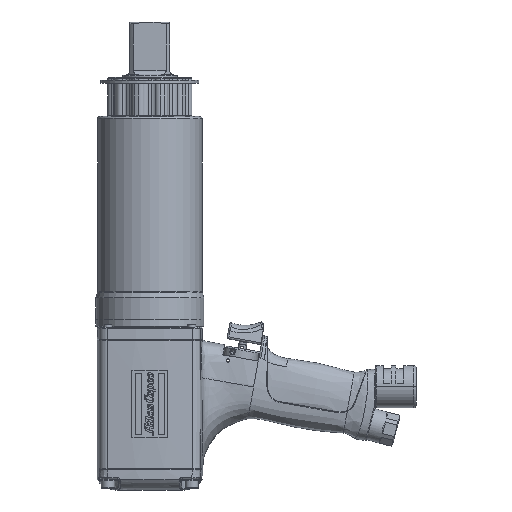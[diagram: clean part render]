
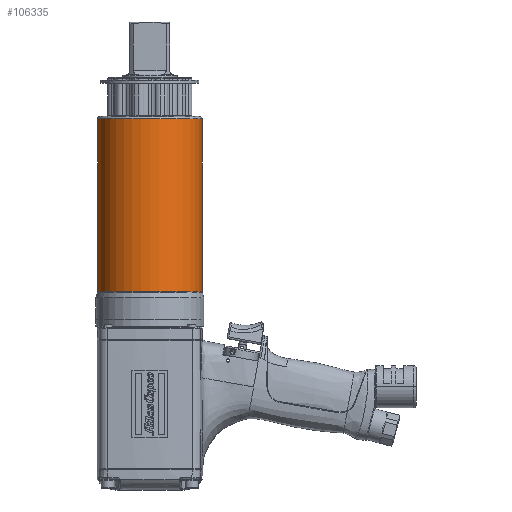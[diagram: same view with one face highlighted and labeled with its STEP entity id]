
A CAD part, left-side view. The second image highlights one B-rep face of the part: STEP entity #106335.
In plain terms, the highlighted cylindrical face has radius 33.5 mm (diameter 67 mm), a partial arc.
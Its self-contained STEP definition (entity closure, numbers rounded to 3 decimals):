
#88660=CARTESIAN_POINT('',(0.,0.,128.5));
#88661=DIRECTION('',(0.,0.,1.));
#88662=DIRECTION('',(0.,1.,0.));
#88663=AXIS2_PLACEMENT_3D('',#88660,#88661,#88662);
#88665=DIRECTION('',(0.,0.,-1.));
#88666=VECTOR('',#88665,110.61);
#88667=CARTESIAN_POINT('',(0.,-33.5,128.5));
#88668=LINE('',#88667,#88666);
#88669=CARTESIAN_POINT('',(0.,0.,17.89));
#88670=DIRECTION('',(0.,0.,-1.));
#88671=DIRECTION('',(0.,-1.,0.));
#88672=AXIS2_PLACEMENT_3D('',#88669,#88670,#88671);
#88674=DIRECTION('',(0.,0.,-1.));
#88675=VECTOR('',#88674,110.61);
#88676=CARTESIAN_POINT('',(0.,33.5,128.5));
#88677=LINE('',#88676,#88675);
#93638=CARTESIAN_POINT('',(0.,33.5,17.89));
#93639=CARTESIAN_POINT('',(0.,-33.5,17.89));
#93640=VERTEX_POINT('',#93638);
#93641=VERTEX_POINT('',#93639);
#94591=CARTESIAN_POINT('',(0.,33.5,128.5));
#94592=CARTESIAN_POINT('',(0.,-33.5,128.5));
#94593=VERTEX_POINT('',#94591);
#94594=VERTEX_POINT('',#94592);
#106321=CARTESIAN_POINT('',(0.,0.,162.75));
#106322=DIRECTION('',(0.,0.,-1.));
#106323=DIRECTION('',(0.,-1.,0.));
#106324=AXIS2_PLACEMENT_3D('',#106321,#106322,#106323);
#106325=CYLINDRICAL_SURFACE('',#106324,33.5);
#106327=ORIENTED_EDGE('',*,*,#106326,.T.);
#106329=ORIENTED_EDGE('',*,*,#106328,.T.);
#106330=ORIENTED_EDGE('',*,*,#106311,.T.);
#106332=ORIENTED_EDGE('',*,*,#106331,.F.);
#106333=EDGE_LOOP('',(#106327,#106329,#106330,#106332));
#106334=FACE_OUTER_BOUND('',#106333,.F.);
#106335=ADVANCED_FACE('',(#106334),#106325,.T.);
#88664=CIRCLE('',#88663,33.5);
#88673=CIRCLE('',#88672,33.5);
#106311=EDGE_CURVE('',#93641,#93640,#88673,.T.);
#106326=EDGE_CURVE('',#94593,#94594,#88664,.T.);
#106328=EDGE_CURVE('',#94594,#93641,#88668,.T.);
#106331=EDGE_CURVE('',#94593,#93640,#88677,.T.);
